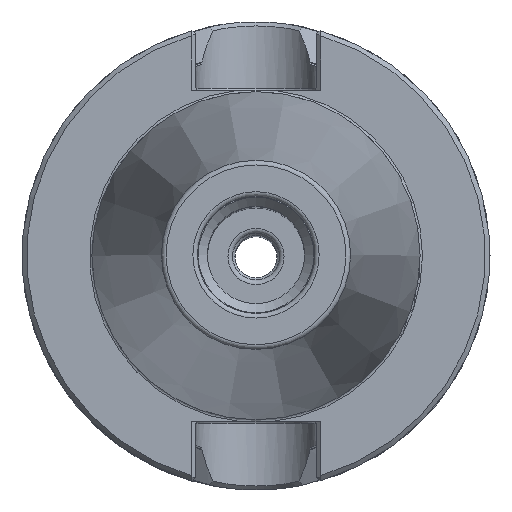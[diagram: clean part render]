
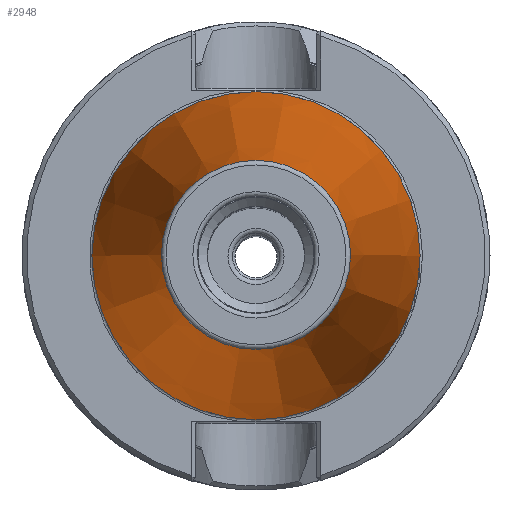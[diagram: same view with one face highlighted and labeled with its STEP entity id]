
A CAD part, top view. The second image highlights one B-rep face of the part: STEP entity #2948.
In plain terms, the highlighted conical face has half-angle 8.297 degrees and reference radius 20.204 mm.
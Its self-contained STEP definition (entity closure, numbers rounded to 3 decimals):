
#367=ORIENTED_EDGE('',*,*,#817,.T.);
#368=ORIENTED_EDGE('',*,*,#816,.F.);
#816=EDGE_CURVE('',#1055,#1055,#1242,.T.);
#817=EDGE_CURVE('',#1056,#1056,#1243,.T.);
#1055=VERTEX_POINT('',#4078);
#1056=VERTEX_POINT('',#4081);
#1242=CIRCLE('',#3137,20.204);
#1243=CIRCLE('',#3139,35.065);
#1400=EDGE_LOOP('',(#367));
#1401=EDGE_LOOP('',(#368));
#1646=FACE_BOUND('',#1400,.T.);
#1647=FACE_BOUND('',#1401,.T.);
#1840=CONICAL_SURFACE('',#3138,20.204,0.145);
#2948=ADVANCED_FACE('',(#1646,#1647),#1840,.T.);
#3137=AXIS2_PLACEMENT_3D('',#4077,#3483,#3484);
#3138=AXIS2_PLACEMENT_3D('',#4079,#3485,#3486);
#3139=AXIS2_PLACEMENT_3D('',#4080,#3487,#3488);
#3483=DIRECTION('',(0.,0.,1.));
#3484=DIRECTION('',(1.,0.,0.));
#3485=DIRECTION('',(0.,0.,-1.));
#3486=DIRECTION('',(-1.,0.,0.));
#3487=DIRECTION('',(0.,0.,1.));
#3488=DIRECTION('',(1.,0.,0.));
#4077=CARTESIAN_POINT('',(0.,0.,100.944));
#4078=CARTESIAN_POINT('',(20.204,0.,100.944));
#4079=CARTESIAN_POINT('',(0.,0.,100.944));
#4080=CARTESIAN_POINT('',(0.,0.,-0.963));
#4081=CARTESIAN_POINT('',(35.065,0.,-0.963));
